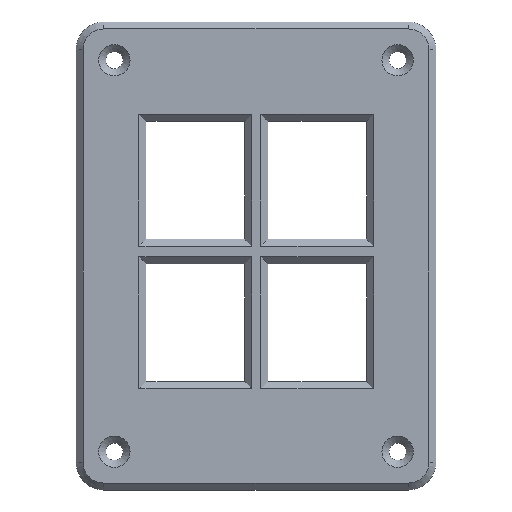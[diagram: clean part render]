
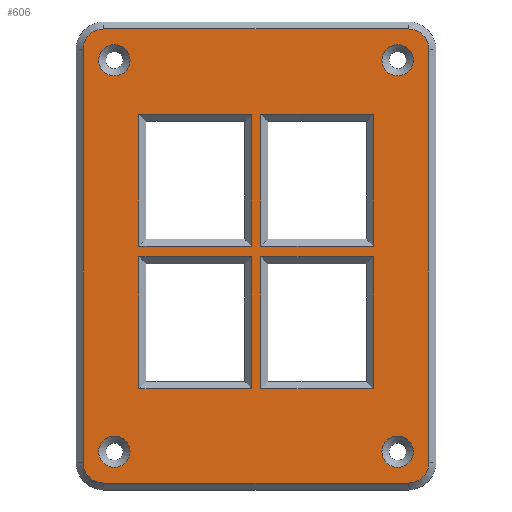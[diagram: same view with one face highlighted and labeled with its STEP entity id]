
A CAD part, top view. The second image highlights one B-rep face of the part: STEP entity #606.
In plain terms, the highlighted planar face has unit normal (0, 0, 1).
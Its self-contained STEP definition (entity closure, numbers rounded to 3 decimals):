
#31=FACE_BOUND('',#87,.T.);
#32=FACE_BOUND('',#88,.T.);
#33=FACE_BOUND('',#89,.T.);
#34=FACE_BOUND('',#90,.T.);
#35=FACE_BOUND('',#91,.T.);
#36=FACE_BOUND('',#92,.T.);
#37=FACE_BOUND('',#93,.T.);
#38=FACE_BOUND('',#94,.T.);
#48=FACE_OUTER_BOUND('',#86,.T.);
#86=EDGE_LOOP('',(#467,#468,#469,#470,#471,#472,#473,#474));
#87=EDGE_LOOP('',(#475));
#88=EDGE_LOOP('',(#476));
#89=EDGE_LOOP('',(#477,#478,#479,#480));
#90=EDGE_LOOP('',(#481,#482,#483,#484));
#91=EDGE_LOOP('',(#485,#486,#487,#488));
#92=EDGE_LOOP('',(#489,#490,#491,#492));
#93=EDGE_LOOP('',(#493));
#94=EDGE_LOOP('',(#494));
#138=LINE('',#904,#206);
#141=LINE('',#912,#209);
#144=LINE('',#920,#212);
#146=LINE('',#926,#214);
#147=LINE('',#934,#215);
#148=LINE('',#936,#216);
#149=LINE('',#938,#217);
#150=LINE('',#939,#218);
#151=LINE('',#942,#219);
#152=LINE('',#944,#220);
#153=LINE('',#946,#221);
#154=LINE('',#947,#222);
#155=LINE('',#950,#223);
#156=LINE('',#952,#224);
#157=LINE('',#954,#225);
#158=LINE('',#955,#226);
#159=LINE('',#958,#227);
#160=LINE('',#960,#228);
#161=LINE('',#962,#229);
#162=LINE('',#963,#230);
#206=VECTOR('',#724,10.);
#209=VECTOR('',#733,10.);
#212=VECTOR('',#742,10.);
#214=VECTOR('',#750,10.);
#215=VECTOR('',#757,10.);
#216=VECTOR('',#758,10.);
#217=VECTOR('',#759,10.);
#218=VECTOR('',#760,10.);
#219=VECTOR('',#761,10.);
#220=VECTOR('',#762,10.);
#221=VECTOR('',#763,10.);
#222=VECTOR('',#764,10.);
#223=VECTOR('',#765,10.);
#224=VECTOR('',#766,10.);
#225=VECTOR('',#767,10.);
#226=VECTOR('',#768,10.);
#227=VECTOR('',#769,10.);
#228=VECTOR('',#770,10.);
#229=VECTOR('',#771,10.);
#230=VECTOR('',#772,10.);
#259=CIRCLE('',#639,3.);
#260=CIRCLE('',#642,3.);
#261=CIRCLE('',#645,3.);
#262=CIRCLE('',#648,3.);
#263=CIRCLE('',#651,2.25);
#264=CIRCLE('',#652,2.25);
#265=CIRCLE('',#653,2.25);
#266=CIRCLE('',#654,2.25);
#295=VERTEX_POINT('',#896);
#296=VERTEX_POINT('',#898);
#297=VERTEX_POINT('',#902);
#298=VERTEX_POINT('',#906);
#299=VERTEX_POINT('',#910);
#300=VERTEX_POINT('',#914);
#301=VERTEX_POINT('',#918);
#302=VERTEX_POINT('',#922);
#303=VERTEX_POINT('',#928);
#304=VERTEX_POINT('',#930);
#305=VERTEX_POINT('',#932);
#306=VERTEX_POINT('',#933);
#307=VERTEX_POINT('',#935);
#308=VERTEX_POINT('',#937);
#309=VERTEX_POINT('',#940);
#310=VERTEX_POINT('',#941);
#311=VERTEX_POINT('',#943);
#312=VERTEX_POINT('',#945);
#313=VERTEX_POINT('',#948);
#314=VERTEX_POINT('',#949);
#315=VERTEX_POINT('',#951);
#316=VERTEX_POINT('',#953);
#317=VERTEX_POINT('',#956);
#318=VERTEX_POINT('',#957);
#319=VERTEX_POINT('',#959);
#320=VERTEX_POINT('',#961);
#321=VERTEX_POINT('',#964);
#322=VERTEX_POINT('',#966);
#352=EDGE_CURVE('',#295,#296,#259,.T.);
#355=EDGE_CURVE('',#297,#295,#138,.T.);
#357=EDGE_CURVE('',#298,#297,#260,.T.);
#359=EDGE_CURVE('',#299,#298,#141,.T.);
#361=EDGE_CURVE('',#300,#299,#261,.T.);
#363=EDGE_CURVE('',#301,#300,#144,.T.);
#365=EDGE_CURVE('',#302,#301,#262,.T.);
#366=EDGE_CURVE('',#296,#302,#146,.T.);
#367=EDGE_CURVE('',#303,#303,#263,.T.);
#368=EDGE_CURVE('',#304,#304,#264,.T.);
#369=EDGE_CURVE('',#305,#306,#147,.T.);
#370=EDGE_CURVE('',#307,#305,#148,.T.);
#371=EDGE_CURVE('',#308,#307,#149,.T.);
#372=EDGE_CURVE('',#306,#308,#150,.T.);
#373=EDGE_CURVE('',#309,#310,#151,.T.);
#374=EDGE_CURVE('',#311,#309,#152,.T.);
#375=EDGE_CURVE('',#312,#311,#153,.T.);
#376=EDGE_CURVE('',#310,#312,#154,.T.);
#377=EDGE_CURVE('',#313,#314,#155,.T.);
#378=EDGE_CURVE('',#315,#313,#156,.T.);
#379=EDGE_CURVE('',#316,#315,#157,.T.);
#380=EDGE_CURVE('',#314,#316,#158,.T.);
#381=EDGE_CURVE('',#317,#318,#159,.T.);
#382=EDGE_CURVE('',#319,#317,#160,.T.);
#383=EDGE_CURVE('',#320,#319,#161,.T.);
#384=EDGE_CURVE('',#318,#320,#162,.T.);
#385=EDGE_CURVE('',#321,#321,#265,.T.);
#386=EDGE_CURVE('',#322,#322,#266,.T.);
#467=ORIENTED_EDGE('',*,*,#352,.F.);
#468=ORIENTED_EDGE('',*,*,#355,.F.);
#469=ORIENTED_EDGE('',*,*,#357,.F.);
#470=ORIENTED_EDGE('',*,*,#359,.F.);
#471=ORIENTED_EDGE('',*,*,#361,.F.);
#472=ORIENTED_EDGE('',*,*,#363,.F.);
#473=ORIENTED_EDGE('',*,*,#365,.F.);
#474=ORIENTED_EDGE('',*,*,#366,.F.);
#475=ORIENTED_EDGE('',*,*,#367,.F.);
#476=ORIENTED_EDGE('',*,*,#368,.F.);
#477=ORIENTED_EDGE('',*,*,#369,.F.);
#478=ORIENTED_EDGE('',*,*,#370,.F.);
#479=ORIENTED_EDGE('',*,*,#371,.F.);
#480=ORIENTED_EDGE('',*,*,#372,.F.);
#481=ORIENTED_EDGE('',*,*,#373,.F.);
#482=ORIENTED_EDGE('',*,*,#374,.F.);
#483=ORIENTED_EDGE('',*,*,#375,.F.);
#484=ORIENTED_EDGE('',*,*,#376,.F.);
#485=ORIENTED_EDGE('',*,*,#377,.F.);
#486=ORIENTED_EDGE('',*,*,#378,.F.);
#487=ORIENTED_EDGE('',*,*,#379,.F.);
#488=ORIENTED_EDGE('',*,*,#380,.F.);
#489=ORIENTED_EDGE('',*,*,#381,.F.);
#490=ORIENTED_EDGE('',*,*,#382,.F.);
#491=ORIENTED_EDGE('',*,*,#383,.F.);
#492=ORIENTED_EDGE('',*,*,#384,.F.);
#493=ORIENTED_EDGE('',*,*,#385,.F.);
#494=ORIENTED_EDGE('',*,*,#386,.F.);
#580=PLANE('',#650);
#606=ADVANCED_FACE('',(#48,#31,#32,#33,#34,#35,#36,#37,#38),#580,.T.);
#639=AXIS2_PLACEMENT_3D('',#899,#718,#719);
#642=AXIS2_PLACEMENT_3D('',#908,#728,#729);
#645=AXIS2_PLACEMENT_3D('',#916,#737,#738);
#648=AXIS2_PLACEMENT_3D('',#924,#746,#747);
#650=AXIS2_PLACEMENT_3D('',#927,#751,#752);
#651=AXIS2_PLACEMENT_3D('',#929,#753,#754);
#652=AXIS2_PLACEMENT_3D('',#931,#755,#756);
#653=AXIS2_PLACEMENT_3D('',#965,#773,#774);
#654=AXIS2_PLACEMENT_3D('',#967,#775,#776);
#718=DIRECTION('center_axis',(0.,0.,-1.));
#719=DIRECTION('ref_axis',(0.,-1.,0.));
#724=DIRECTION('',(0.,-1.,0.));
#728=DIRECTION('center_axis',(0.,0.,-1.));
#729=DIRECTION('ref_axis',(1.,0.,0.));
#733=DIRECTION('',(1.,0.,0.));
#737=DIRECTION('center_axis',(0.,0.,-1.));
#738=DIRECTION('ref_axis',(0.,1.,0.));
#742=DIRECTION('',(0.,1.,0.));
#746=DIRECTION('center_axis',(0.,0.,-1.));
#747=DIRECTION('ref_axis',(-1.,0.,0.));
#750=DIRECTION('',(-1.,0.,0.));
#751=DIRECTION('center_axis',(0.,0.,1.));
#752=DIRECTION('ref_axis',(1.,0.,0.));
#753=DIRECTION('center_axis',(0.,0.,1.));
#754=DIRECTION('ref_axis',(-1.,0.,0.));
#755=DIRECTION('center_axis',(0.,0.,1.));
#756=DIRECTION('ref_axis',(-1.,0.,0.));
#757=DIRECTION('',(0.,-1.,0.));
#758=DIRECTION('',(-1.,0.,0.));
#759=DIRECTION('',(0.,1.,0.));
#760=DIRECTION('',(1.,0.,0.));
#761=DIRECTION('',(0.,-1.,0.));
#762=DIRECTION('',(-1.,0.,0.));
#763=DIRECTION('',(0.,1.,0.));
#764=DIRECTION('',(1.,0.,0.));
#765=DIRECTION('',(-1.,0.,0.));
#766=DIRECTION('',(0.,1.,0.));
#767=DIRECTION('',(1.,0.,0.));
#768=DIRECTION('',(0.,-1.,0.));
#769=DIRECTION('',(1.,0.,0.));
#770=DIRECTION('',(0.,-1.,0.));
#771=DIRECTION('',(-1.,0.,0.));
#772=DIRECTION('',(0.,1.,0.));
#773=DIRECTION('center_axis',(0.,0.,1.));
#774=DIRECTION('ref_axis',(-1.,0.,0.));
#775=DIRECTION('center_axis',(0.,0.,1.));
#776=DIRECTION('ref_axis',(-1.,0.,0.));
#896=CARTESIAN_POINT('',(90.35,28.8,11.15));
#898=CARTESIAN_POINT('',(87.35,25.8,11.15));
#899=CARTESIAN_POINT('Origin',(87.35,28.8,11.15));
#902=CARTESIAN_POINT('',(90.35,88.042,11.15));
#904=CARTESIAN_POINT('',(90.35,73.231,11.15));
#906=CARTESIAN_POINT('',(87.35,91.042,11.15));
#908=CARTESIAN_POINT('Origin',(87.35,88.042,11.15));
#910=CARTESIAN_POINT('',(43.648,91.042,11.15));
#912=CARTESIAN_POINT('',(54.574,91.042,11.15));
#914=CARTESIAN_POINT('',(40.648,88.042,11.15));
#916=CARTESIAN_POINT('Origin',(43.648,88.042,11.15));
#918=CARTESIAN_POINT('',(40.648,28.8,11.15));
#920=CARTESIAN_POINT('',(40.648,43.611,11.15));
#922=CARTESIAN_POINT('',(43.648,25.8,11.15));
#924=CARTESIAN_POINT('Origin',(43.648,28.8,11.15));
#926=CARTESIAN_POINT('',(76.424,25.8,11.15));
#927=CARTESIAN_POINT('Origin',(65.499,58.421,11.15));
#928=CARTESIAN_POINT('',(88.1,30.3,11.15));
#929=CARTESIAN_POINT('Origin',(85.85,30.3,11.15));
#930=CARTESIAN_POINT('',(88.1,86.542,11.15));
#931=CARTESIAN_POINT('Origin',(85.85,86.542,11.15));
#932=CARTESIAN_POINT('',(48.682,78.762,11.15));
#933=CARTESIAN_POINT('',(48.682,59.812,11.15));
#934=CARTESIAN_POINT('',(48.682,59.617,11.15));
#935=CARTESIAN_POINT('',(64.882,78.762,11.15));
#936=CARTESIAN_POINT('',(57.59,78.762,11.15));
#937=CARTESIAN_POINT('',(64.882,59.812,11.15));
#938=CARTESIAN_POINT('',(64.882,68.092,11.15));
#939=CARTESIAN_POINT('',(64.69,59.812,11.15));
#940=CARTESIAN_POINT('',(66.182,58.312,11.15));
#941=CARTESIAN_POINT('',(66.182,39.362,11.15));
#942=CARTESIAN_POINT('',(66.182,49.391,11.15));
#943=CARTESIAN_POINT('',(82.382,58.312,11.15));
#944=CARTESIAN_POINT('',(66.34,58.312,11.15));
#945=CARTESIAN_POINT('',(82.382,39.362,11.15));
#946=CARTESIAN_POINT('',(82.382,57.866,11.15));
#947=CARTESIAN_POINT('',(73.44,39.362,11.15));
#948=CARTESIAN_POINT('',(82.382,78.762,11.15));
#949=CARTESIAN_POINT('',(66.182,78.762,11.15));
#950=CARTESIAN_POINT('',(66.34,78.762,11.15));
#951=CARTESIAN_POINT('',(82.382,59.812,11.15));
#952=CARTESIAN_POINT('',(82.382,68.091,11.15));
#953=CARTESIAN_POINT('',(66.182,59.812,11.15));
#954=CARTESIAN_POINT('',(73.44,59.812,11.15));
#955=CARTESIAN_POINT('',(66.182,59.616,11.15));
#956=CARTESIAN_POINT('',(48.682,39.362,11.15));
#957=CARTESIAN_POINT('',(64.882,39.362,11.15));
#958=CARTESIAN_POINT('',(64.69,39.362,11.15));
#959=CARTESIAN_POINT('',(48.682,58.312,11.15));
#960=CARTESIAN_POINT('',(48.682,49.391,11.15));
#961=CARTESIAN_POINT('',(64.882,58.312,11.15));
#962=CARTESIAN_POINT('',(57.59,58.312,11.15));
#963=CARTESIAN_POINT('',(64.882,57.866,11.15));
#964=CARTESIAN_POINT('',(47.398,86.542,11.15));
#965=CARTESIAN_POINT('Origin',(45.148,86.542,11.15));
#966=CARTESIAN_POINT('',(47.398,30.3,11.15));
#967=CARTESIAN_POINT('Origin',(45.148,30.3,11.15));
